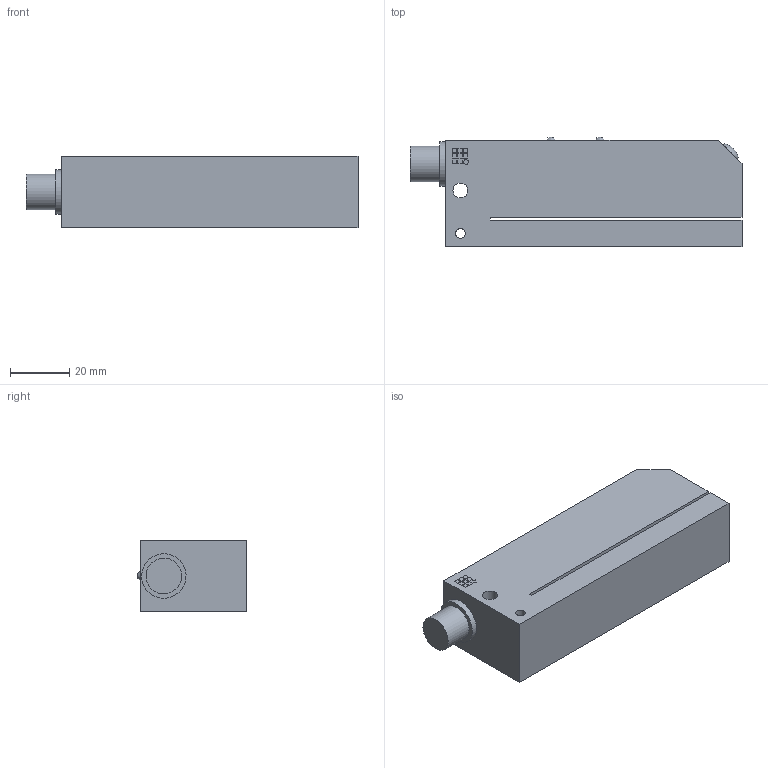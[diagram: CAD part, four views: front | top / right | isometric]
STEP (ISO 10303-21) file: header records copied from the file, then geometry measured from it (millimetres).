
FILE_DESCRIPTION(/* description */ (''),/* implementation_level */ '2;1');
FILE_NAME(/* name */ 'KSSTI 1000_80_AIBS_2014-01-30.stp',/* time_stamp */ '2014-01-30T08:50:45+01:00',/* author */ ('lcf'),/* organization */ (''),/* preprocessor_version */ 'ST-DEVELOPER v15.2',/* originating_system */ 'Autodesk Inventor 2014',/* authorisation */ '');
FILE_SCHEMA (('AUTOMOTIVE_DESIGN { 1 0 10303 214 3 1 1 }'));
Length unit declared in the file: millimetre
Products named in the file (1): KSSTI 1000_80_AIBS_2014-01-30
Bounding box: 112 x 37 x 24 mm (x, y, z)
Volume: 84455.9 mm3; surface area: 18517.2 mm2
Topology: 1 solids, 1 shells, 113 faces, 270 edges, 181 vertices
Faces by surface type: plane 105, cylinder 5, bspline 3
Full cylindrical faces by diameter (mm): 3.242 x1, 5 x1, 7 x1, 12 x1, 15 x1
Entity records: 3410 total; most frequent: CARTESIAN_POINT 641, ORIENTED_EDGE 528, DIRECTION 503, EDGE_CURVE 264, LINE 243, VECTOR 243, VERTEX_POINT 181, EDGE_LOOP 145
